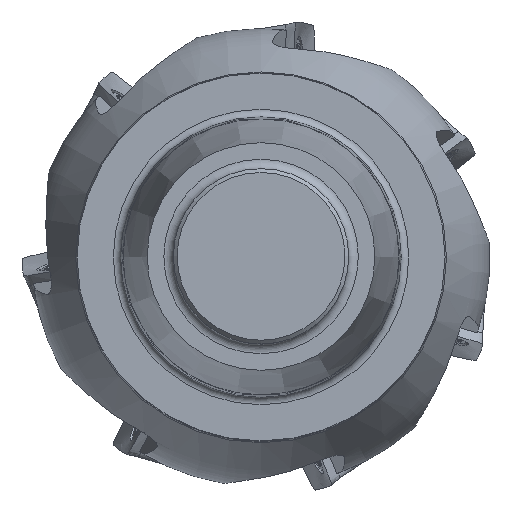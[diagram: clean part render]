
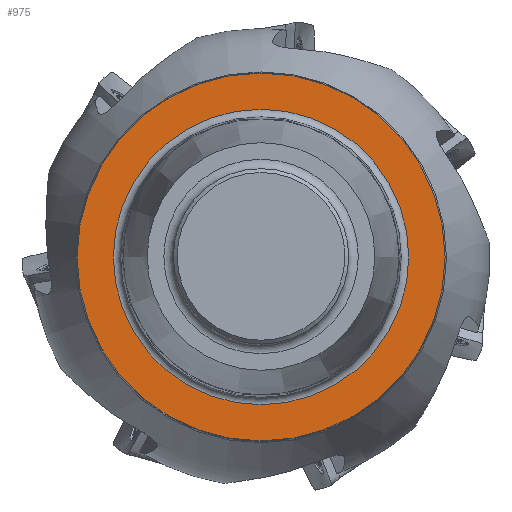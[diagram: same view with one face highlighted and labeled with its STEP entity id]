
A CAD part, top view. The second image highlights one B-rep face of the part: STEP entity #975.
In plain terms, the highlighted planar face has unit normal (0, 0, 1).
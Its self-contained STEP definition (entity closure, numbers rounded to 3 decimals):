
#975=ADVANCED_FACE('',(#1934,#1935),#1435,.F.);
#1435=PLANE('',#9530);
#1723=CIRCLE('',#9525,9.65);
#1725=CIRCLE('',#9529,7.75);
#1934=FACE_BOUND('',#2167,.T.);
#1935=FACE_BOUND('',#2168,.T.);
#2167=EDGE_LOOP('',(#4545));
#2168=EDGE_LOOP('',(#4546));
#4545=ORIENTED_EDGE('',*,*,#7927,.T.);
#4546=ORIENTED_EDGE('',*,*,#7883,.F.);
#6926=VERTEX_POINT('',#14087);
#6963=VERTEX_POINT('',#14420);
#7883=EDGE_CURVE('',#6926,#6926,#1723,.T.);
#7927=EDGE_CURVE('',#6963,#6963,#1725,.T.);
#9525=AXIS2_PLACEMENT_3D('',#14086,#10838,#10839);
#9529=AXIS2_PLACEMENT_3D('',#14419,#10847,#10848);
#9530=AXIS2_PLACEMENT_3D('',#14421,#10849,#10850);
#10838=DIRECTION('',(0.,0.,-1.));
#10839=DIRECTION('',(-1.,0.,0.));
#10847=DIRECTION('',(0.,0.,-1.));
#10848=DIRECTION('',(-1.,0.,0.));
#10849=DIRECTION('',(0.,0.,-1.));
#10850=DIRECTION('',(-1.,0.,0.));
#14086=CARTESIAN_POINT('',(0.,0.,0.));
#14087=CARTESIAN_POINT('',(-9.65,0.,0.));
#14419=CARTESIAN_POINT('',(0.,0.,0.));
#14420=CARTESIAN_POINT('',(-7.75,0.,0.));
#14421=CARTESIAN_POINT('',(-7.365,0.,0.));
